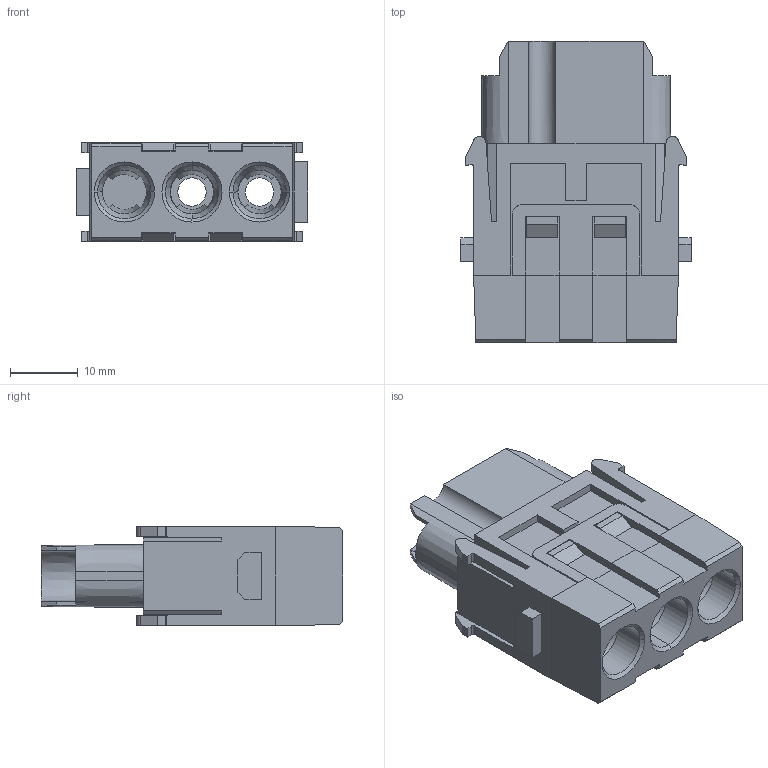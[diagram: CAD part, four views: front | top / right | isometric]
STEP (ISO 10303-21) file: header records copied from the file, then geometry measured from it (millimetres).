
FILE_DESCRIPTION((''),'2;1');
FILE_NAME('PRT0054','2020-03-03T',('lian.chen'),(''),'PRO/ENGINEER BY PARAMETRIC TECHNOLOGY CORPORATION, 2012480','PRO/ENGINEER BY PARAMETRIC TECHNOLOGY CORPORATION, 2012480','');
FILE_SCHEMA(('CONFIG_CONTROL_DESIGN'));
Length unit declared in the file: millimetre
Products named in the file (1): PRT0054
Bounding box: 34.2 x 44.6 x 14.6 mm (x, y, z)
Volume: 10333.7 mm3; surface area: 9221.8 mm2
Topology: 1 solids, 1 shells, 305 faces, 840 edges, 552 vertices
Faces by surface type: plane 223, cone 56, cylinder 26
Entity records: 9761 total; most frequent: CARTESIAN_POINT 1945, ORIENTED_EDGE 1664, DIRECTION 1554, EDGE_CURVE 832, VECTOR 598, LINE 598, VERTEX_POINT 548, AXIS2_PLACEMENT_3D 478
